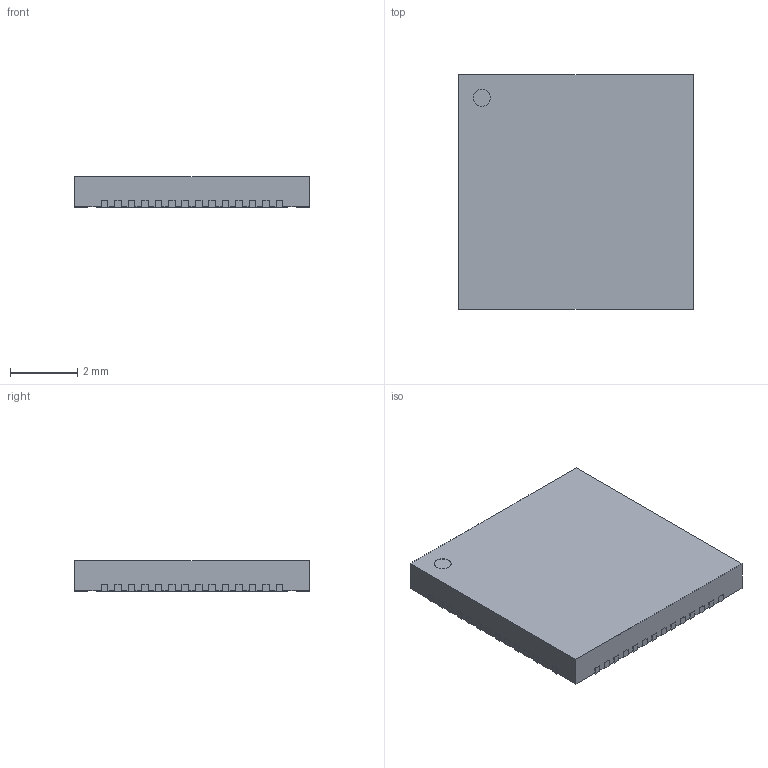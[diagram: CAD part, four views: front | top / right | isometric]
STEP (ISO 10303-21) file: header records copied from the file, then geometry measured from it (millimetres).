
FILE_DESCRIPTION(/* description */ ('model of QFN-56-1EP_7x7mm_Pitch0.4mm'),/* implementation_level */ '2;1');
FILE_NAME(/* name */ 'QFN-56-1EP_7x7mm_Pitch0.4mm.step',/* time_stamp */ '2017-03-23T11:13:53',/* author */ ('kicad StepUp','ksu'),/* organization */ ('FreeCAD'),/* preprocessor_version */ 'OCC',/* originating_system */ 'kicad StepUp',/* authorisation */ '');
FILE_SCHEMA(('AUTOMOTIVE_DESIGN_CC2 { 1 2 10303 214 -1 1 5 4 }'));
Length unit declared in the file: millimetre
Products named in the file (1): QFN-56-1EP_7x7mm_Pitch0.4mm
Bounding box: 7 x 7 x 0.92 mm (x, y, z)
Volume: 44.6 mm3; surface area: 124.7 mm2
Topology: 1 solids, 1 shells, 350 faces, 1038 edges, 692 vertices
Faces by surface type: plane 293, cylinder 57
Full cylindrical faces by diameter (mm): 0.5 x1
Entity records: 8142 total; most frequent: ORIENTED_EDGE 1958, CARTESIAN_POINT 1145, EDGE_CURVE 1038, LINE 868, VERTEX_POINT 692, AXIS2_PLACEMENT_3D 464, FACE_BOUND 352, EDGE_LOOP 352
